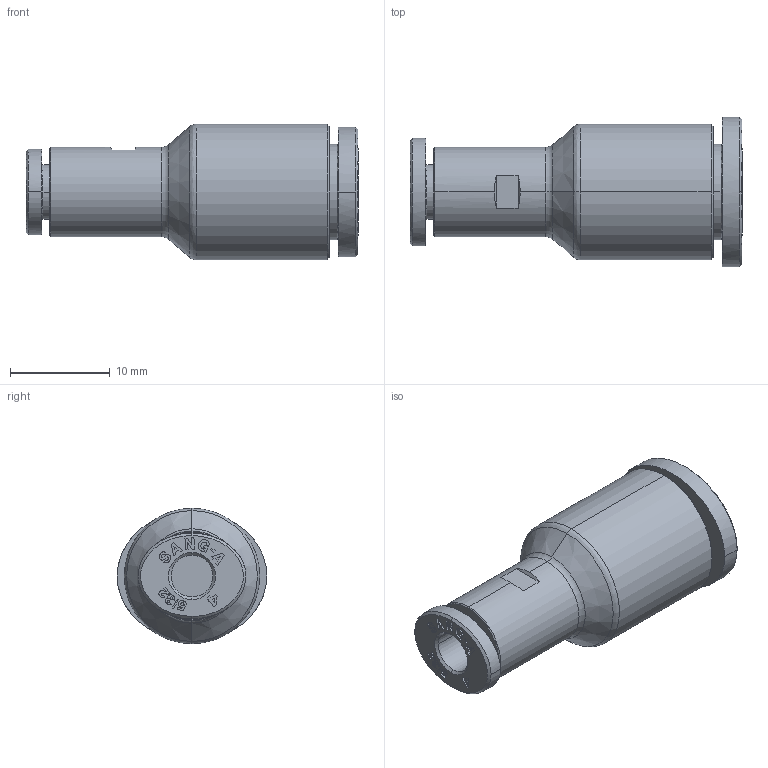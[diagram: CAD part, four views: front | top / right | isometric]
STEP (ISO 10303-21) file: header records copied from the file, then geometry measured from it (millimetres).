
FILE_DESCRIPTION (( 'STEP AP214' ), '1' );
FILE_NAME ('PG08-04.stp', '2015-08-18T11:35:07', ( '' ), ( '' ), 'SwSTEP 2.0', 'SolidWorks 2015', '' );
FILE_SCHEMA (( 'AUTOMOTIVE_DESIGN' ));
Length unit declared in the file: millimetre
Products named in the file (2): PG08-04; ｦ+ﾃｦ1
Assembly tree (1 placements, depth 2):
  PG08-04
    ｦ+ﾃｦ1
Bounding box: 33.3 x 15 x 13.6 mm (x, y, z)
Volume: 2356.8 mm3; surface area: 2331.4 mm2
Topology: 1 solids, 1 shells, 774 faces, 2194 edges, 1458 vertices
Faces by surface type: plane 670, bspline 62, cylinder 26, cone 14, torus 2
Entity records: 26546 total; most frequent: CARTESIAN_POINT 6722, ORIENTED_EDGE 4388, DIRECTION 3552, EDGE_CURVE 2194, VECTOR 1964, LINE 1964, VERTEX_POINT 1458, EDGE_LOOP 810
